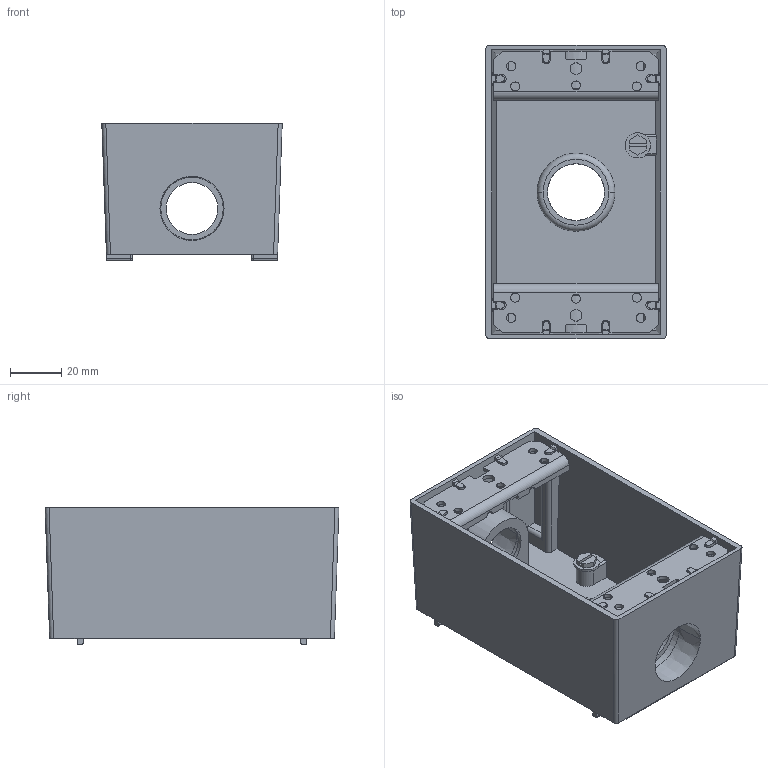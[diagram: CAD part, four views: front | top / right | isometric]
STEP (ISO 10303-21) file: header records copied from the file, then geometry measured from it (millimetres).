
FILE_DESCRIPTION (( 'STEP AP214' ), '1' );
FILE_NAME ('CATSTD-1GM73-0GY-M01.STEP', '2019-11-18T16:05:46', ( '' ), ( '' ), 'SwSTEP 2.0', 'SolidWorks 2017', '' );
FILE_SCHEMA (( 'AUTOMOTIVE_DESIGN' ));
Length unit declared in the file: inch
Products named in the file (2): CATSTD-1GM73-0GY-M01
Bounding box: 70.61 x 115.06 x 53.95 mm (x, y, z)
Volume: 77916.1 mm3; surface area: 62692.2 mm2
Topology: 1 solids, 2 shells, 397 faces, 1106 edges, 704 vertices
Faces by surface type: plane 246, cylinder 134, sphere 8, cone 6, torus 3
Full cylindrical faces by diameter (mm): 4.572 x2, 9.906 x1
Entity records: 17712 total; most frequent: CARTESIAN_POINT 2474, ORIENTED_EDGE 2172, DIRECTION 2088, EDGE_CURVE 1086, LINE 802, VECTOR 802, VERTEX_POINT 695, AXIS2_PLACEMENT_3D 643
